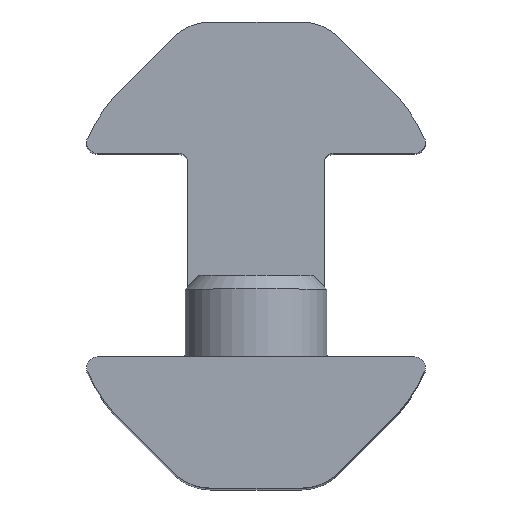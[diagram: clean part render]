
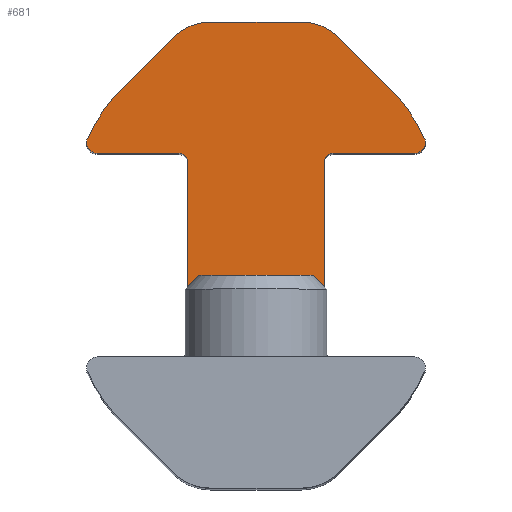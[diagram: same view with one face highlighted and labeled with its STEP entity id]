
A CAD part, top view. The second image highlights one B-rep face of the part: STEP entity #681.
In plain terms, the highlighted planar face has unit normal (0, 0, 1).
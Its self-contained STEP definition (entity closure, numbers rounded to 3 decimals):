
#681=ADVANCED_FACE('',(#753),#754,.T.);
#753=FACE_OUTER_BOUND('',#858,.T.);
#754=PLANE('',#859);
#858=EDGE_LOOP('',(#1027,#1028,#1029,#1030,#1031,#1032,#1033,#1034,#1035,#1036,#1037,#1038,#1039,#1040,#1041,#1042,#1043,#1044));
#859=AXIS2_PLACEMENT_3D('',#1045,#1046,#1047);
#1027=ORIENTED_EDGE('',*,*,#1344,.T.);
#1028=ORIENTED_EDGE('',*,*,#1345,.T.);
#1029=ORIENTED_EDGE('',*,*,#1346,.F.);
#1030=ORIENTED_EDGE('',*,*,#1347,.T.);
#1031=ORIENTED_EDGE('',*,*,#1348,.T.);
#1032=ORIENTED_EDGE('',*,*,#1349,.T.);
#1033=ORIENTED_EDGE('',*,*,#1350,.T.);
#1034=ORIENTED_EDGE('',*,*,#1337,.F.);
#1035=ORIENTED_EDGE('',*,*,#1351,.T.);
#1036=ORIENTED_EDGE('',*,*,#1352,.T.);
#1037=ORIENTED_EDGE('',*,*,#1353,.T.);
#1038=ORIENTED_EDGE('',*,*,#1354,.T.);
#1039=ORIENTED_EDGE('',*,*,#1355,.F.);
#1040=ORIENTED_EDGE('',*,*,#1356,.T.);
#1041=ORIENTED_EDGE('',*,*,#1357,.T.);
#1042=ORIENTED_EDGE('',*,*,#1358,.T.);
#1043=ORIENTED_EDGE('',*,*,#1359,.T.);
#1044=ORIENTED_EDGE('',*,*,#1360,.T.);
#1045=CARTESIAN_POINT('',(-9.632,-5.75,20.0));
#1046=DIRECTION('',(0.,0.,1.0));
#1047=DIRECTION('',(1.0,0.0,0.));
#1337=EDGE_CURVE('',#1479,#1481,#1482,.T.);
#1344=EDGE_CURVE('',#1494,#1495,#1496,.T.);
#1345=EDGE_CURVE('',#1495,#1497,#1498,.T.);
#1346=EDGE_CURVE('',#1499,#1497,#1500,.F.);
#1347=EDGE_CURVE('',#1499,#1501,#1502,.T.);
#1348=EDGE_CURVE('',#1501,#1503,#1504,.T.);
#1349=EDGE_CURVE('',#1503,#1505,#1506,.F.);
#1350=EDGE_CURVE('',#1505,#1481,#1507,.T.);
#1351=EDGE_CURVE('',#1479,#1508,#1509,.T.);
#1352=EDGE_CURVE('',#1508,#1510,#1511,.T.);
#1353=EDGE_CURVE('',#1510,#1512,#1513,.T.);
#1354=EDGE_CURVE('',#1512,#1514,#1515,.T.);
#1355=EDGE_CURVE('',#1516,#1514,#1517,.F.);
#1356=EDGE_CURVE('',#1516,#1518,#1519,.T.);
#1357=EDGE_CURVE('',#1518,#1520,#1521,.T.);
#1358=EDGE_CURVE('',#1520,#1522,#1523,.T.);
#1359=EDGE_CURVE('',#1522,#1524,#1525,.F.);
#1360=EDGE_CURVE('',#1524,#1494,#1526,.T.);
#1479=VERTEX_POINT('',#1773);
#1481=VERTEX_POINT('',#1776);
#1482=LINE('',#1777,#1778);
#1494=VERTEX_POINT('',#1796);
#1495=VERTEX_POINT('',#1797);
#1496=LINE('',#1798,#1799);
#1497=VERTEX_POINT('',#1800);
#1498=CIRCLE('',#1801,10.0);
#1499=VERTEX_POINT('',#1802);
#1500=CIRCLE('',#1803,0.6);
#1501=VERTEX_POINT('',#1804);
#1502=LINE('',#1805,#1806);
#1503=VERTEX_POINT('',#1807);
#1504=CIRCLE('',#1808,0.5);
#1505=VERTEX_POINT('',#1809);
#1506=LINE('',#1810,#1811);
#1507=CIRCLE('',#1812,0.5);
#1508=VERTEX_POINT('',#1813);
#1509=CIRCLE('',#1814,0.5);
#1510=VERTEX_POINT('',#1815);
#1511=LINE('',#1816,#1817);
#1512=VERTEX_POINT('',#1818);
#1513=CIRCLE('',#1819,0.5);
#1514=VERTEX_POINT('',#1820);
#1515=LINE('',#1821,#1822);
#1516=VERTEX_POINT('',#1823);
#1517=CIRCLE('',#1824,0.6);
#1518=VERTEX_POINT('',#1825);
#1519=CIRCLE('',#1826,10.0);
#1520=VERTEX_POINT('',#1827);
#1521=LINE('',#1828,#1829);
#1522=VERTEX_POINT('',#1830);
#1523=CIRCLE('',#1831,3.);
#1524=VERTEX_POINT('',#1832);
#1525=LINE('',#1833,#1834);
#1526=CIRCLE('',#1835,3.);
#1773=CARTESIAN_POINT('',(4.35,-5.75,20.0));
#1776=CARTESIAN_POINT('',(-4.35,-5.75,20.0));
#1777=CARTESIAN_POINT('',(8.95,-5.75,20.0));
#1778=VECTOR('',#2051,1.0);
#1796=CARTESIAN_POINT('',(-4.671,12.271,20.0));
#1797=CARTESIAN_POINT('',(-7.943,9.0,20.0));
#1798=CARTESIAN_POINT('',(-4.671,12.271,20.0));
#1799=VECTOR('',#2058,1.0);
#1800=CARTESIAN_POINT('',(-9.495,6.6,20.0));
#1801=AXIS2_PLACEMENT_3D('',#2059,#2060,#2061);
#1802=CARTESIAN_POINT('',(-8.95,5.75,20.0));
#1803=AXIS2_PLACEMENT_3D('',#2062,#2063,#2064);
#1804=CARTESIAN_POINT('',(-4.35,5.75,20.0));
#1805=CARTESIAN_POINT('',(-9.632,5.75,20.0));
#1806=VECTOR('',#2065,1.0);
#1807=CARTESIAN_POINT('',(-3.85,5.25,20.0));
#1808=AXIS2_PLACEMENT_3D('',#2066,#2067,#2068);
#1809=CARTESIAN_POINT('',(-3.85,-5.25,20.0));
#1810=CARTESIAN_POINT('',(-3.85,-5.75,20.0));
#1811=VECTOR('',#2069,1.0);
#1812=AXIS2_PLACEMENT_3D('',#2070,#2071,#2072);
#1813=CARTESIAN_POINT('',(3.85,-5.25,20.0));
#1814=AXIS2_PLACEMENT_3D('',#2073,#2074,#2075);
#1815=CARTESIAN_POINT('',(3.85,5.25,20.0));
#1816=CARTESIAN_POINT('',(3.85,-5.75,20.0));
#1817=VECTOR('',#2076,1.0);
#1818=CARTESIAN_POINT('',(4.35,5.75,20.0));
#1819=AXIS2_PLACEMENT_3D('',#2077,#2078,#2079);
#1820=CARTESIAN_POINT('',(8.95,5.75,20.0));
#1821=CARTESIAN_POINT('',(-9.632,5.75,20.0));
#1822=VECTOR('',#2080,1.0);
#1823=CARTESIAN_POINT('',(9.495,6.6,20.0));
#1824=AXIS2_PLACEMENT_3D('',#2081,#2082,#2083);
#1825=CARTESIAN_POINT('',(7.943,9.0,20.0));
#1826=AXIS2_PLACEMENT_3D('',#2084,#2085,#2086);
#1827=CARTESIAN_POINT('',(4.671,12.271,20.0));
#1828=CARTESIAN_POINT('',(7.943,9.0,20.0));
#1829=VECTOR('',#2087,1.0);
#1830=CARTESIAN_POINT('',(2.55,13.15,20.0));
#1831=AXIS2_PLACEMENT_3D('',#2088,#2089,#2090);
#1832=CARTESIAN_POINT('',(-2.55,13.15,20.0));
#1833=CARTESIAN_POINT('',(-9.632,13.15,20.0));
#1834=VECTOR('',#2091,1.0);
#1835=AXIS2_PLACEMENT_3D('',#2092,#2093,#2094);
#2051=DIRECTION('',(-1.0,0.,0.0));
#2058=DIRECTION('',(-0.707,-0.707,0.0));
#2059=CARTESIAN_POINT('',(-0.409,2.424,20.0));
#2060=DIRECTION('',(0.,0.,1.0));
#2061=DIRECTION('',(1.0,0.0,0.));
#2062=CARTESIAN_POINT('',(-8.95,6.35,20.0));
#2063=DIRECTION('',(0.,0.,1.0));
#2064=DIRECTION('',(0.0,-1.0,0.));
#2065=DIRECTION('',(1.0,0.0,0.));
#2066=CARTESIAN_POINT('',(-4.35,5.25,20.0));
#2067=DIRECTION('',(0.,0.,-1.0));
#2068=DIRECTION('',(-1.0,0.0,0.));
#2069=DIRECTION('',(0.,1.0,0.));
#2070=CARTESIAN_POINT('',(-4.35,-5.25,20.0));
#2071=DIRECTION('',(0.,0.,-1.0));
#2072=DIRECTION('',(-1.0,0.0,0.));
#2073=CARTESIAN_POINT('',(4.35,-5.25,20.0));
#2074=DIRECTION('',(0.,0.,-1.0));
#2075=DIRECTION('',(-1.0,0.0,0.));
#2076=DIRECTION('',(0.,1.0,0.));
#2077=CARTESIAN_POINT('',(4.35,5.25,20.0));
#2078=DIRECTION('',(0.,0.,-1.0));
#2079=DIRECTION('',(-1.0,0.0,0.));
#2080=DIRECTION('',(1.0,0.0,0.));
#2081=CARTESIAN_POINT('',(8.95,6.35,20.0));
#2082=DIRECTION('',(0.,0.,1.0));
#2083=DIRECTION('',(1.0,0.0,0.));
#2084=CARTESIAN_POINT('',(0.409,2.424,20.0));
#2085=DIRECTION('',(0.,0.,1.0));
#2086=DIRECTION('',(1.0,0.0,0.));
#2087=DIRECTION('',(-0.707,0.707,0.0));
#2088=CARTESIAN_POINT('',(2.55,10.15,20.0));
#2089=DIRECTION('',(0.,0.,1.0));
#2090=DIRECTION('',(0.0,-1.0,0.));
#2091=DIRECTION('',(1.0,0.0,0.));
#2092=CARTESIAN_POINT('',(-2.55,10.15,20.0));
#2093=DIRECTION('',(0.,0.,1.0));
#2094=DIRECTION('',(0.0,-1.0,0.));
